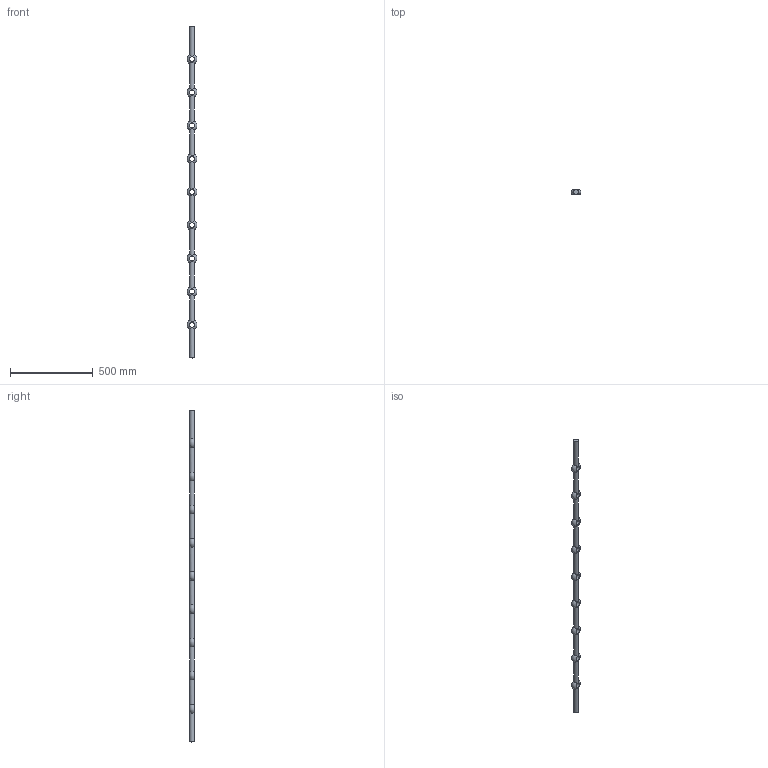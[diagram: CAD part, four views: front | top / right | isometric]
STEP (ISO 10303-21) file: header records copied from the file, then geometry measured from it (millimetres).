
FILE_DESCRIPTION (( 'STEP AP203' ), '1' );
FILE_NAME ('42-7.step', '2022-05-02T13:04:16', ( '' ), ( '' ), 'SwSTEP 2.0', 'SolidWorks 2018', '' );
FILE_SCHEMA (( 'CONFIG_CONTROL_DESIGN' ));
Length unit declared in the file: millimetre
Products named in the file (1): 42-7
Bounding box: 59.98 x 30 x 2000 mm (x, y, z)
Volume: 1500977.3 mm3; surface area: 226036.5 mm2
Topology: 1 solids, 1 shells, 235 faces, 632 edges, 398 vertices
Faces by surface type: plane 124, bspline 74, cylinder 19, torus 18
Full cylindrical faces by diameter (mm): 30 x19
Entity records: 12349 total; most frequent: CARTESIAN_POINT 7038, ORIENTED_EDGE 1222, DIRECTION 789, EDGE_CURVE 611, VERTEX_POINT 396, VECTOR 389, LINE 389, EDGE_LOOP 271
